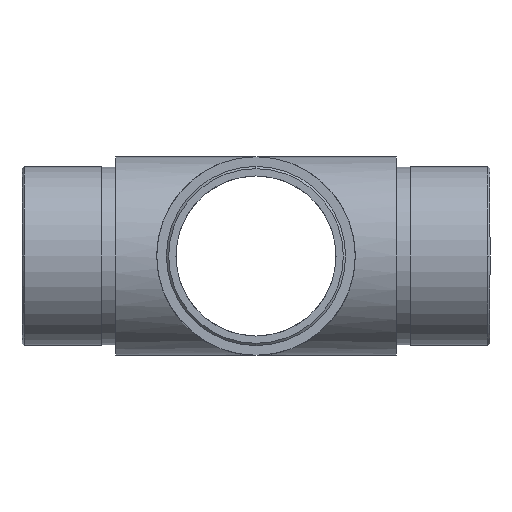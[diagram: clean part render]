
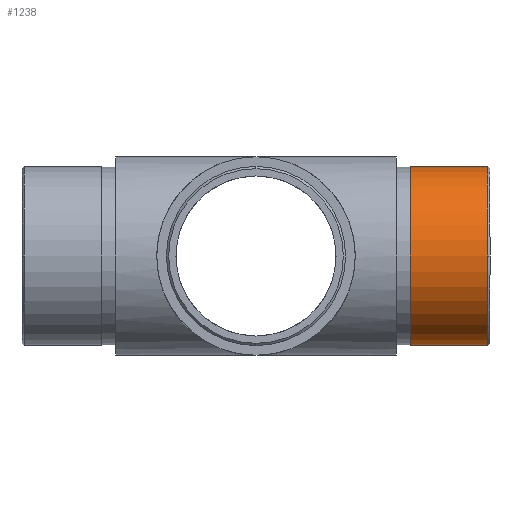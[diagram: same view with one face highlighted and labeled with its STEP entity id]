
A CAD part, front view. The second image highlights one B-rep face of the part: STEP entity #1238.
In plain terms, the highlighted cylindrical face has radius 19.15 mm (diameter 38.3 mm), a partial arc.
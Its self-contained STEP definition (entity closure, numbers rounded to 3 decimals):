
#91 = VECTOR ( 'NONE', #548, 1000. ) ;
#92 = CARTESIAN_POINT ( 'NONE',  ( 33., 0., -19.15 ) ) ;
#116 = CYLINDRICAL_SURFACE ( 'NONE', #477, 19.15 ) ;
#127 = DIRECTION ( 'NONE',  ( 0., 0., 1. ) ) ;
#230 = EDGE_LOOP ( 'NONE', ( #916, #1365, #705, #1412, #421 ) ) ;
#241 = CARTESIAN_POINT ( 'NONE',  ( 33., 0., 0. ) ) ;
#282 = CARTESIAN_POINT ( 'NONE',  ( 49.5, -19.15, 0. ) ) ;
#293 = DIRECTION ( 'NONE',  ( -1., 0., 0. ) ) ;
#328 = AXIS2_PLACEMENT_3D ( 'NONE', #434, #1479, #1271 ) ;
#381 = EDGE_CURVE ( 'NONE', #1477, #752, #1422, .T. ) ;
#421 = ORIENTED_EDGE ( 'NONE', *, *, #642, .F. ) ;
#434 = CARTESIAN_POINT ( 'NONE',  ( 49.5, 0., 0. ) ) ;
#439 = LINE ( 'NONE', #899, #771 ) ;
#472 = FACE_OUTER_BOUND ( 'NONE', #230, .T. ) ;
#477 = AXIS2_PLACEMENT_3D ( 'NONE', #1247, #915, #1259 ) ;
#483 = VERTEX_POINT ( 'NONE', #835 ) ;
#522 = CARTESIAN_POINT ( 'NONE',  ( 49.5, 0., 0. ) ) ;
#548 = DIRECTION ( 'NONE',  ( 1., 0., 0. ) ) ;
#640 = CIRCLE ( 'NONE', #1188, 19.15 ) ;
#642 = EDGE_CURVE ( 'NONE', #483, #752, #439, .T. ) ;
#685 = CIRCLE ( 'NONE', #1139, 19.15 ) ;
#694 = DIRECTION ( 'NONE',  ( 1., 0., 0. ) ) ;
#705 = ORIENTED_EDGE ( 'NONE', *, *, #1048, .T. ) ;
#752 = VERTEX_POINT ( 'NONE', #879 ) ;
#755 = LINE ( 'NONE', #1328, #91 ) ;
#771 = VECTOR ( 'NONE', #1220, 1000. ) ;
#773 = VERTEX_POINT ( 'NONE', #92 ) ;
#835 = CARTESIAN_POINT ( 'NONE',  ( 33., 0., 19.15 ) ) ;
#879 = CARTESIAN_POINT ( 'NONE',  ( 49.5, 0., 19.15 ) ) ;
#899 = CARTESIAN_POINT ( 'NONE',  ( 122.854, 0., 19.15 ) ) ;
#915 = DIRECTION ( 'NONE',  ( 1., 0., 0. ) ) ;
#916 = ORIENTED_EDGE ( 'NONE', *, *, #945, .T. ) ;
#945 = EDGE_CURVE ( 'NONE', #483, #773, #685, .T. ) ;
#1048 = EDGE_CURVE ( 'NONE', #1404, #1477, #640, .T. ) ;
#1139 = AXIS2_PLACEMENT_3D ( 'NONE', #241, #694, #127 ) ;
#1178 = EDGE_CURVE ( 'NONE', #773, #1404, #755, .T. ) ;
#1188 = AXIS2_PLACEMENT_3D ( 'NONE', #522, #293, #1428 ) ;
#1220 = DIRECTION ( 'NONE',  ( 1., 0., 0. ) ) ;
#1238 = ADVANCED_FACE ( 'NONE', ( #472 ), #116, .T. ) ;
#1247 = CARTESIAN_POINT ( 'NONE',  ( 122.854, 0., 0. ) ) ;
#1259 = DIRECTION ( 'NONE',  ( 0., 0., 1. ) ) ;
#1271 = DIRECTION ( 'NONE',  ( 0., 1., 0. ) ) ;
#1274 = CARTESIAN_POINT ( 'NONE',  ( 49.5, 0., -19.15 ) ) ;
#1328 = CARTESIAN_POINT ( 'NONE',  ( 122.854, 0., -19.15 ) ) ;
#1365 = ORIENTED_EDGE ( 'NONE', *, *, #1178, .T. ) ;
#1404 = VERTEX_POINT ( 'NONE', #1274 ) ;
#1412 = ORIENTED_EDGE ( 'NONE', *, *, #381, .T. ) ;
#1422 = CIRCLE ( 'NONE', #328, 19.15 ) ;
#1428 = DIRECTION ( 'NONE',  ( 0., 1., 0. ) ) ;
#1477 = VERTEX_POINT ( 'NONE', #282 ) ;
#1479 = DIRECTION ( 'NONE',  ( -1., 0., 0. ) ) ;
